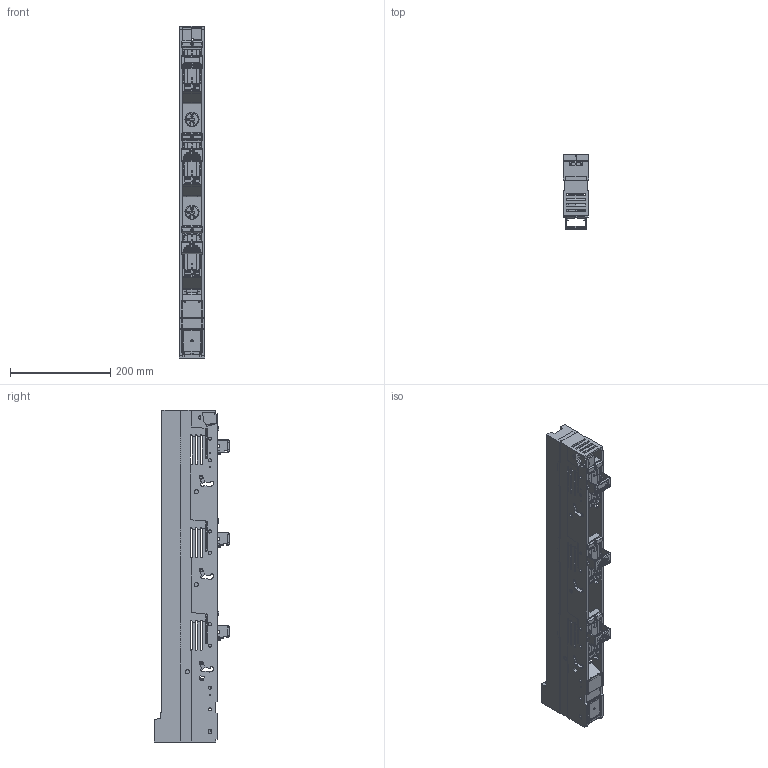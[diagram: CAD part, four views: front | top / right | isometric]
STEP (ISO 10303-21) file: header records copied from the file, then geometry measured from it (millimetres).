
FILE_DESCRIPTION(('CATIA V5 STEP'),'2;1');
FILE_NAME('L0686_NH_Sicherungslastschaltleiste_SL00_3x_185_KU00.stp','2018-12-11T12:50:33+00:00',('none'),('Jean Müller GmbH'),'CATIA Version 5 Release 19 SP 9 (IN-10)','CATIA V5 STEP AP214','none');
FILE_SCHEMA(('AUTOMOTIVE_DESIGN { 1 0 10303 214 1 1 1 1 }'));
Products named in the file (1): L0687_NH-Sicherungslastschaltleiste SL00-3x/185/KU00
Bounding box: 50 x 149.87 x 662 mm (x, y, z)
Volume: 1344449.1 mm3; surface area: 526296.3 mm2
Topology: 8 solids, 18 shells, 4895 faces, 14059 edges, 9130 vertices
Faces by surface type: plane 3073, cylinder 1177, cone 283, bspline 249, sphere 97, torus 16
Entity records: 176447 total; most frequent: CARTESIAN_POINT 61157, ORIENTED_EDGE 27924, DIRECTION 17266, EDGE_CURVE 13962, VERTEX_POINT 9130, VECTOR 8298, LINE 8298, AXIS2_PLACEMENT_3D 5369
